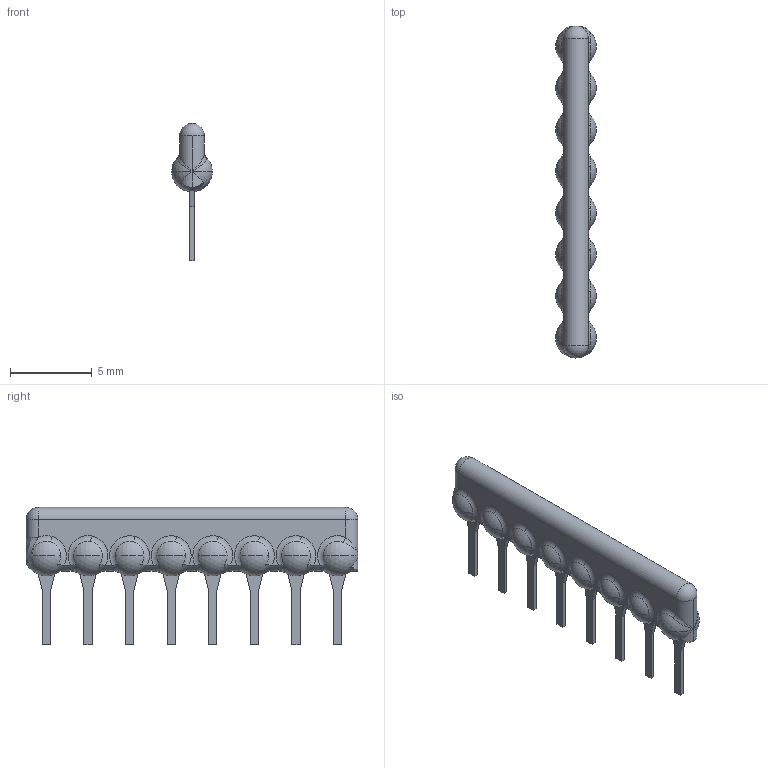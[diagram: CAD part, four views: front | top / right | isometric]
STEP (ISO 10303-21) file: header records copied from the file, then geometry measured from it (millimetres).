
FILE_DESCRIPTION(('STEP AP214'),'1');
FILE_NAME('68058.stp','2016-07-01T14:44:22',('TraceParts'),('TraceParts S.A.'),'Spatial InterOp 3D',' ',' ');
FILE_SCHEMA(('automotive_design'));
Length unit declared in the file: millimetre
Products named in the file (1): 4614X
Bounding box: 2.48 x 20.27 x 8.38 mm (x, y, z)
Volume: 131.1 mm3; surface area: 293.6 mm2
Topology: 1 solids, 17 shells, 294 faces, 683 edges, 425 vertices
Faces by surface type: plane 91, cone 64, torus 62, cylinder 46, sphere 26, bspline 5
Entity records: 9297 total; most frequent: CARTESIAN_POINT 2675, DIRECTION 1424, ORIENTED_EDGE 1354, EDGE_CURVE 677, AXIS2_PLACEMENT_3D 597, VERTEX_POINT 425, CIRCLE 307, EDGE_LOOP 302
